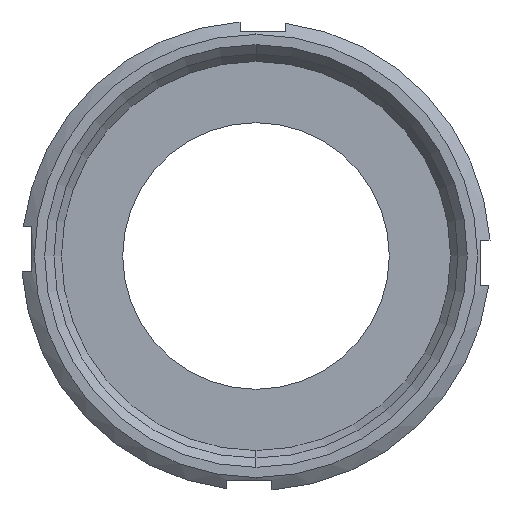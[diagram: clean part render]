
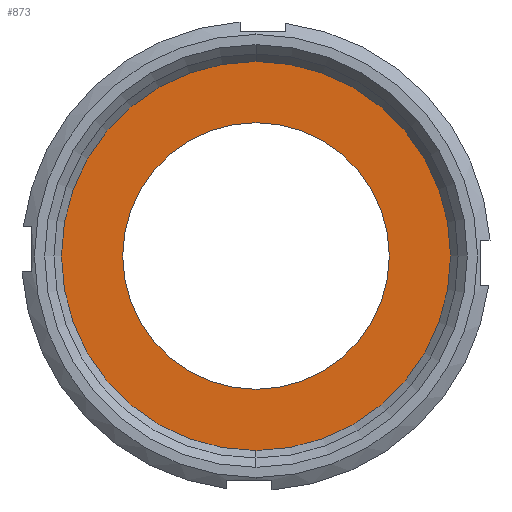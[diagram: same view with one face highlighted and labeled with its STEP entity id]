
A CAD part, left-side view. The second image highlights one B-rep face of the part: STEP entity #873.
In plain terms, the highlighted planar face has unit normal (-1, 0, 0).
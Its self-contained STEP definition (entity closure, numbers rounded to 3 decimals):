
#1 = CARTESIAN_POINT ( 'NONE',  ( 11.371, 0., 0. ) ) ;
#26 = CIRCLE ( 'NONE', #90, 29.928 ) ;
#34 = ORIENTED_EDGE ( 'NONE', *, *, #791, .T. ) ;
#37 = VERTEX_POINT ( 'NONE', #984 ) ;
#48 = EDGE_CURVE ( 'NONE', #644, #845, #750, .T. ) ;
#51 = DIRECTION ( 'NONE',  ( 1., 0., 0. ) ) ;
#90 = AXIS2_PLACEMENT_3D ( 'NONE', #139, #888, #806 ) ;
#136 = PLANE ( 'NONE',  #910 ) ;
#139 = CARTESIAN_POINT ( 'NONE',  ( 11.371, 0., 0. ) ) ;
#152 = ORIENTED_EDGE ( 'NONE', *, *, #48, .F. ) ;
#158 = DIRECTION ( 'NONE',  ( -1., 0., 0. ) ) ;
#177 = DIRECTION ( 'NONE',  ( 0., 0., 1. ) ) ;
#208 = DIRECTION ( 'NONE',  ( 0., 0., -1. ) ) ;
#270 = AXIS2_PLACEMENT_3D ( 'NONE', #1012, #653, #659 ) ;
#275 = DIRECTION ( 'NONE',  ( -1., 0., 0. ) ) ;
#281 = VERTEX_POINT ( 'NONE', #536 ) ;
#305 = FACE_OUTER_BOUND ( 'NONE', #850, .T. ) ;
#327 = AXIS2_PLACEMENT_3D ( 'NONE', #1, #158, #678 ) ;
#364 = ORIENTED_EDGE ( 'NONE', *, *, #453, .T. ) ;
#453 = EDGE_CURVE ( 'NONE', #37, #281, #26, .T. ) ;
#455 = CARTESIAN_POINT ( 'NONE',  ( 11.371, 0., 0. ) ) ;
#536 = CARTESIAN_POINT ( 'NONE',  ( 11.371, 0., -29.928 ) ) ;
#603 = EDGE_CURVE ( 'NONE', #845, #644, #663, .T. ) ;
#619 = CIRCLE ( 'NONE', #820, 29.928 ) ;
#644 = VERTEX_POINT ( 'NONE', #1020 ) ;
#653 = DIRECTION ( 'NONE',  ( -1., 0., 0. ) ) ;
#659 = DIRECTION ( 'NONE',  ( 0., 0., 1. ) ) ;
#663 = CIRCLE ( 'NONE', #327, 20.5 ) ;
#678 = DIRECTION ( 'NONE',  ( 0., 0., 1. ) ) ;
#750 = CIRCLE ( 'NONE', #270, 20.5 ) ;
#789 = CARTESIAN_POINT ( 'NONE',  ( 11.371, 0., -20.5 ) ) ;
#791 = EDGE_CURVE ( 'NONE', #281, #37, #619, .T. ) ;
#806 = DIRECTION ( 'NONE',  ( 0., 0., 1. ) ) ;
#820 = AXIS2_PLACEMENT_3D ( 'NONE', #455, #275, #177 ) ;
#845 = VERTEX_POINT ( 'NONE', #789 ) ;
#850 = EDGE_LOOP ( 'NONE', ( #364, #34 ) ) ;
#873 = ADVANCED_FACE ( 'NONE', ( #905, #305 ), #136, .F. ) ;
#888 = DIRECTION ( 'NONE',  ( -1., 0., 0. ) ) ;
#896 = ORIENTED_EDGE ( 'NONE', *, *, #603, .F. ) ;
#905 = FACE_BOUND ( 'NONE', #1077, .T. ) ;
#910 = AXIS2_PLACEMENT_3D ( 'NONE', #978, #51, #208 ) ;
#978 = CARTESIAN_POINT ( 'NONE',  ( 11.371, 29.928, 0. ) ) ;
#984 = CARTESIAN_POINT ( 'NONE',  ( 11.371, 0., 29.928 ) ) ;
#1012 = CARTESIAN_POINT ( 'NONE',  ( 11.371, 0., 0. ) ) ;
#1020 = CARTESIAN_POINT ( 'NONE',  ( 11.371, 0., 20.5 ) ) ;
#1077 = EDGE_LOOP ( 'NONE', ( #152, #896 ) ) ;
